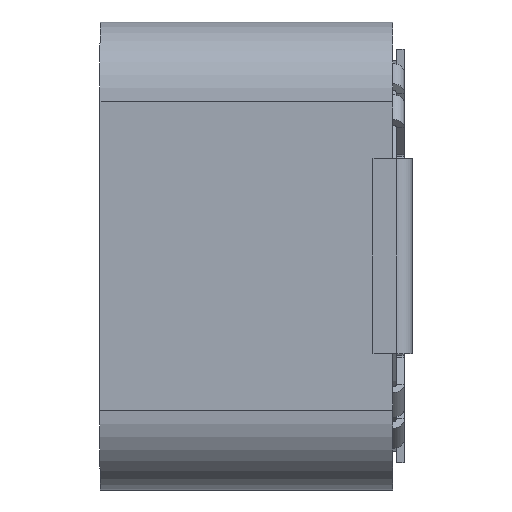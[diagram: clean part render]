
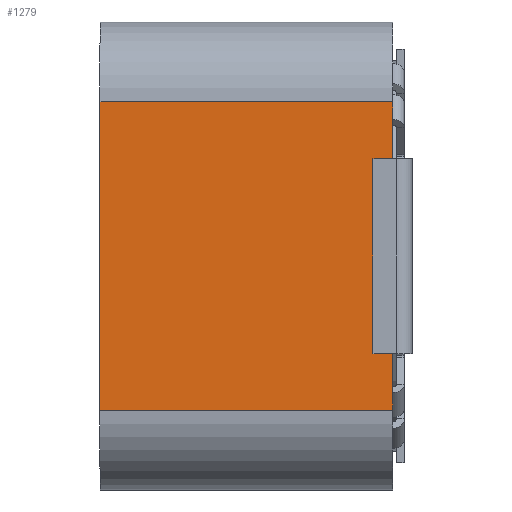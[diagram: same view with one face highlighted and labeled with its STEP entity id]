
A CAD part, left-side view. The second image highlights one B-rep face of the part: STEP entity #1279.
In plain terms, the highlighted planar face has unit normal (-1, 0, 0).
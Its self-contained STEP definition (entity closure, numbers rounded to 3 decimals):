
#172 = LINE ( 'NONE', #6828, #3001 ) ;
#494 = DIRECTION ( 'NONE',  ( 0., -1., 0. ) ) ;
#556 = ORIENTED_EDGE ( 'NONE', *, *, #1582, .T. ) ;
#827 = VECTOR ( 'NONE', #6051, 1000. ) ;
#885 = ORIENTED_EDGE ( 'NONE', *, *, #2726, .F. ) ;
#888 = LINE ( 'NONE', #6503, #6510 ) ;
#1029 = CARTESIAN_POINT ( 'NONE',  ( -6., 8., 3.95 ) ) ;
#1115 = LINE ( 'NONE', #2060, #827 ) ;
#1128 = LINE ( 'NONE', #1466, #5387 ) ;
#1275 = VERTEX_POINT ( 'NONE', #5687 ) ;
#1279 = ADVANCED_FACE ( 'NONE', ( #6317 ), #3435, .F. ) ;
#1466 = CARTESIAN_POINT ( 'NONE',  ( -6., 1., -2.5 ) ) ;
#1524 = VERTEX_POINT ( 'NONE', #6779 ) ;
#1582 = EDGE_CURVE ( 'NONE', #1275, #4429, #4519, .T. ) ;
#1730 = ORIENTED_EDGE ( 'NONE', *, *, #3412, .F. ) ;
#1839 = VERTEX_POINT ( 'NONE', #2777 ) ;
#1857 = DIRECTION ( 'NONE',  ( 0., 1., 0. ) ) ;
#2060 = CARTESIAN_POINT ( 'NONE',  ( -6., 8., -3.95 ) ) ;
#2250 = CARTESIAN_POINT ( 'NONE',  ( -6., 0.5, 3.95 ) ) ;
#2372 = ORIENTED_EDGE ( 'NONE', *, *, #7310, .T. ) ;
#2540 = EDGE_CURVE ( 'NONE', #1524, #3176, #6757, .T. ) ;
#2726 = EDGE_CURVE ( 'NONE', #1275, #6298, #1128, .T. ) ;
#2777 = CARTESIAN_POINT ( 'NONE',  ( -6., 0.5, -2.5 ) ) ;
#2857 = CARTESIAN_POINT ( 'NONE',  ( -6., 0.5, 2.5 ) ) ;
#3001 = VECTOR ( 'NONE', #5138, 1000. ) ;
#3138 = DIRECTION ( 'NONE',  ( 0., 0., -1. ) ) ;
#3176 = VERTEX_POINT ( 'NONE', #7305 ) ;
#3192 = AXIS2_PLACEMENT_3D ( 'NONE', #7519, #7476, #5189 ) ;
#3207 = CARTESIAN_POINT ( 'NONE',  ( -6., 0.5, -3.95 ) ) ;
#3412 = EDGE_CURVE ( 'NONE', #3176, #5530, #1115, .T. ) ;
#3435 = PLANE ( 'NONE',  #3192 ) ;
#3545 = DIRECTION ( 'NONE',  ( 0., 0., -1. ) ) ;
#4129 = ORIENTED_EDGE ( 'NONE', *, *, #6070, .F. ) ;
#4140 = VECTOR ( 'NONE', #1857, 1000. ) ;
#4429 = VERTEX_POINT ( 'NONE', #2857 ) ;
#4480 = EDGE_CURVE ( 'NONE', #6298, #1839, #172, .T. ) ;
#4519 = LINE ( 'NONE', #4964, #4877 ) ;
#4526 = VERTEX_POINT ( 'NONE', #2250 ) ;
#4877 = VECTOR ( 'NONE', #494, 1000. ) ;
#4948 = DIRECTION ( 'NONE',  ( 0., 0., -1. ) ) ;
#4964 = CARTESIAN_POINT ( 'NONE',  ( -6., 1., 2.5 ) ) ;
#5112 = CARTESIAN_POINT ( 'NONE',  ( -6., 0.5, 3.95 ) ) ;
#5129 = VECTOR ( 'NONE', #7268, 1000. ) ;
#5138 = DIRECTION ( 'NONE',  ( 0., -1., 0. ) ) ;
#5189 = DIRECTION ( 'NONE',  ( 0., 0., -1. ) ) ;
#5214 = ORIENTED_EDGE ( 'NONE', *, *, #4480, .F. ) ;
#5318 = EDGE_CURVE ( 'NONE', #4526, #4429, #888, .T. ) ;
#5387 = VECTOR ( 'NONE', #4948, 1000. ) ;
#5530 = VERTEX_POINT ( 'NONE', #1029 ) ;
#5687 = CARTESIAN_POINT ( 'NONE',  ( -6., 1., 2.5 ) ) ;
#6006 = CARTESIAN_POINT ( 'NONE',  ( -6., 0.5, 3.95 ) ) ;
#6009 = CARTESIAN_POINT ( 'NONE',  ( -6., 1., -2.5 ) ) ;
#6051 = DIRECTION ( 'NONE',  ( 0., 0., 1. ) ) ;
#6070 = EDGE_CURVE ( 'NONE', #1839, #1524, #7236, .T. ) ;
#6298 = VERTEX_POINT ( 'NONE', #6009 ) ;
#6317 = FACE_OUTER_BOUND ( 'NONE', #7098, .T. ) ;
#6503 = CARTESIAN_POINT ( 'NONE',  ( -6., 0.5, 3.95 ) ) ;
#6510 = VECTOR ( 'NONE', #3138, 1000. ) ;
#6583 = LINE ( 'NONE', #6006, #4140 ) ;
#6710 = ORIENTED_EDGE ( 'NONE', *, *, #5318, .F. ) ;
#6757 = LINE ( 'NONE', #3207, #5129 ) ;
#6779 = CARTESIAN_POINT ( 'NONE',  ( -6., 0.5, -3.95 ) ) ;
#6828 = CARTESIAN_POINT ( 'NONE',  ( -6., 1., -2.5 ) ) ;
#7019 = ORIENTED_EDGE ( 'NONE', *, *, #2540, .F. ) ;
#7098 = EDGE_LOOP ( 'NONE', ( #4129, #5214, #885, #556, #6710, #2372, #1730, #7019 ) ) ;
#7135 = VECTOR ( 'NONE', #3545, 1000. ) ;
#7236 = LINE ( 'NONE', #5112, #7135 ) ;
#7268 = DIRECTION ( 'NONE',  ( 0., 1., 0. ) ) ;
#7305 = CARTESIAN_POINT ( 'NONE',  ( -6., 8., -3.95 ) ) ;
#7310 = EDGE_CURVE ( 'NONE', #4526, #5530, #6583, .T. ) ;
#7476 = DIRECTION ( 'NONE',  ( 1., 0., 0. ) ) ;
#7519 = CARTESIAN_POINT ( 'NONE',  ( -6., 0.5, 3.95 ) ) ;
